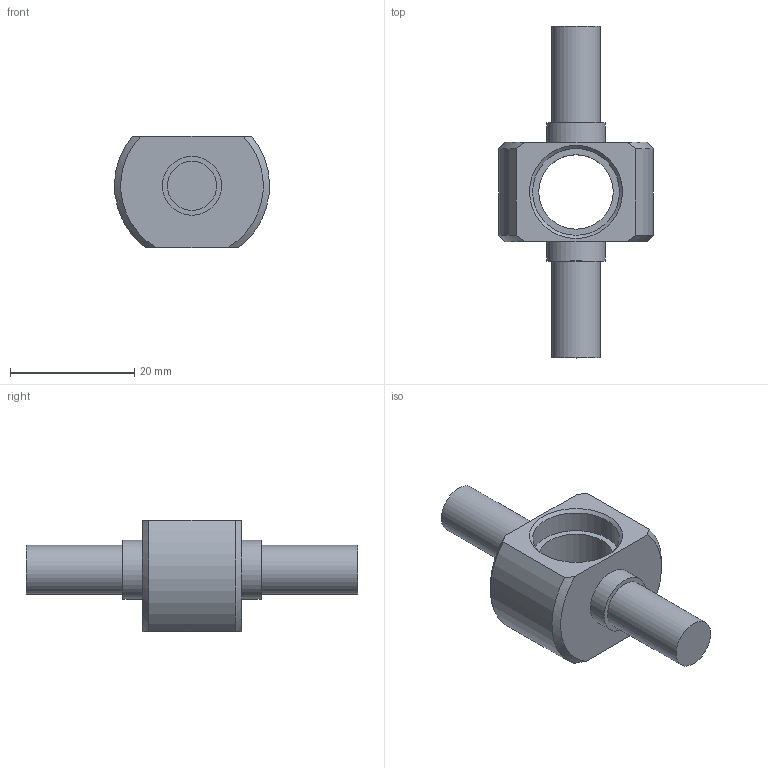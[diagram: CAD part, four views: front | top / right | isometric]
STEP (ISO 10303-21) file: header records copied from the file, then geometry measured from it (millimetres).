
FILE_DESCRIPTION(/* description */ ('STEP AP214','CAx-IF Rec.Pracs.---Representation and Presentation of Product Manufacturing Information (PMI)---4.0---2014-10-13'),/* implementation_level */ '2;1');
FILE_NAME(/* name */ 'main_axle.step',/* time_stamp */ '2025-03-10T14:28:41-04:00',/* author */ (''),/* organization */ (''),/* preprocessor_version */ 'ST-DEVELOPER v20',/* originating_system */ 'Autodesk Translation Framework v13.20.0.188',/* authorisation */ '');
FILE_SCHEMA (('AP242_MANAGED_MODEL_BASED_3D_ENGINEERING_MIM_LF { 1 0 10303 442 1 1 4 }'));
Length unit declared in the file: millimetre
Products named in the file (2): DSW_Poignet_Differentiel; Axe_Secondaire_2
Assembly tree (1 placements, depth 2):
  DSW_Poignet_Differentiel
    Axe_Secondaire_2
Bounding box: 24.97 x 53.5 x 18 mm (x, y, z)
Volume: 6012.1 mm3; surface area: 3402.9 mm2
Topology: 1 solids, 1 shells, 26 faces, 54 edges, 35 vertices
Faces by surface type: plane 11, cylinder 9, cone 6
Full cylindrical faces by diameter (mm): 7.9 x2, 9.5 x2, 12 x1, 14 x1, 14.4 x1
Entity records: 757 total; most frequent: CARTESIAN_POINT 134, DIRECTION 131, ORIENTED_EDGE 108, AXIS2_PLACEMENT_3D 56, EDGE_CURVE 54, VERTEX_POINT 35, EDGE_LOOP 33, CIRCLE 27
